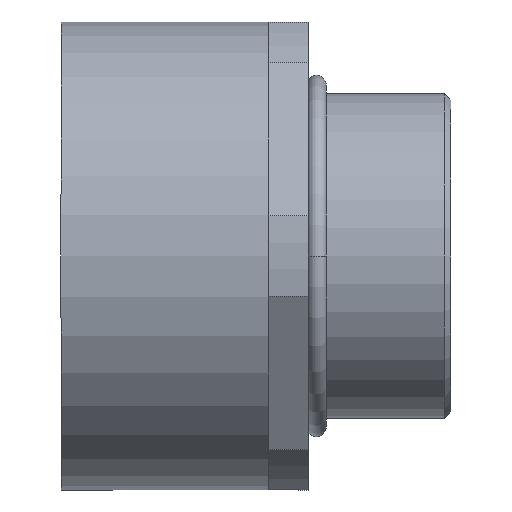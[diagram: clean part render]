
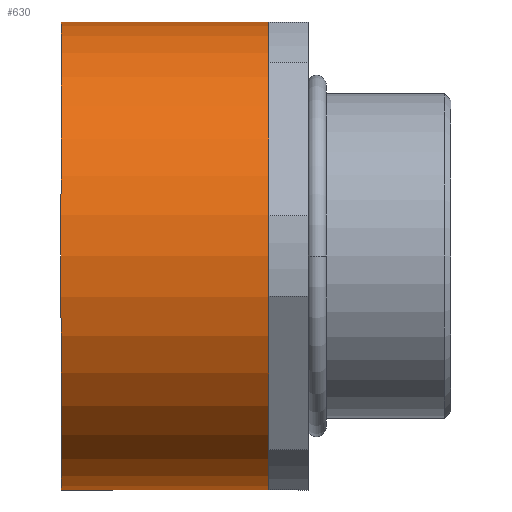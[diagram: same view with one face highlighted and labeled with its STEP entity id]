
A CAD part, left-side view. The second image highlights one B-rep face of the part: STEP entity #630.
In plain terms, the highlighted cylindrical face has radius 18 mm (diameter 36 mm), a partial arc.
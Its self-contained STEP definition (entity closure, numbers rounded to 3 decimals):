
#35 = VECTOR ( 'NONE', #562, 1000. ) ;
#41 = VECTOR ( 'NONE', #553, 1000. ) ;
#61 = AXIS2_PLACEMENT_3D ( 'NONE', #441, #442, #443 ) ;
#83 = AXIS2_PLACEMENT_3D ( 'NONE', #420, #421, #422 ) ;
#104 = FACE_OUTER_BOUND ( 'NONE', #674, .T. ) ;
#105 = CYLINDRICAL_SURFACE ( 'NONE', #83, 18. ) ;
#139 = VERTEX_POINT ( 'NONE', #940 ) ;
#146 = VERTEX_POINT ( 'NONE', #947 ) ;
#171 = VERTEX_POINT ( 'NONE', #972 ) ;
#172 = VERTEX_POINT ( 'NONE', #973 ) ;
#173 = VERTEX_POINT ( 'NONE', #974 ) ;
#174 = VERTEX_POINT ( 'NONE', #975 ) ;
#298 = EDGE_CURVE ( 'NONE', #174, #139, #1187, .T. ) ;
#302 = EDGE_CURVE ( 'NONE', #139, #146, #1189, .T. ) ;
#308 = EDGE_CURVE ( 'NONE', #146, #171, #1194, .T. ) ;
#420 = CARTESIAN_POINT ( 'NONE',  ( 0., 12.783, 0. ) ) ;
#421 = DIRECTION ( 'NONE',  ( 0., 1., 0. ) ) ;
#422 = DIRECTION ( 'NONE',  ( 0., 0., 1. ) ) ;
#441 = CARTESIAN_POINT ( 'NONE',  ( 0., 16., 0. ) ) ;
#442 = DIRECTION ( 'NONE',  ( 0., 1., 0. ) ) ;
#443 = DIRECTION ( 'NONE',  ( 0., 0., 1. ) ) ;
#551 = LINE ( 'NONE', #552, #41 ) ;
#552 = CARTESIAN_POINT ( 'NONE',  ( 0., 12.783, -18. ) ) ;
#553 = DIRECTION ( 'NONE',  ( 0., 1., 0. ) ) ;
#560 = LINE ( 'NONE', #561, #35 ) ;
#561 = CARTESIAN_POINT ( 'NONE',  ( 0., 12.783, 18. ) ) ;
#562 = DIRECTION ( 'NONE',  ( 0., 1., 0. ) ) ;
#630 = ADVANCED_FACE ( 'NONE', ( #104 ), #105, .T. ) ;
#636 = EDGE_CURVE ( 'NONE', #173, #172, #1214, .T. ) ;
#674 = EDGE_LOOP ( 'NONE', ( #726, #727, #728, #721, #729, #730 ) ) ;
#721 = ORIENTED_EDGE ( 'NONE', *, *, #308, .T. ) ;
#726 = ORIENTED_EDGE ( 'NONE', *, *, #1167, .F. ) ;
#727 = ORIENTED_EDGE ( 'NONE', *, *, #298, .T. ) ;
#728 = ORIENTED_EDGE ( 'NONE', *, *, #302, .T. ) ;
#729 = ORIENTED_EDGE ( 'NONE', *, *, #1170, .T. ) ;
#730 = ORIENTED_EDGE ( 'NONE', *, *, #636, .F. ) ;
#851 = CARTESIAN_POINT ( 'NONE',  ( 0., 0., 0. ) ) ;
#852 = DIRECTION ( 'NONE',  ( 0., 1., 0. ) ) ;
#853 = DIRECTION ( 'NONE',  ( 0., 0., 1. ) ) ;
#940 = CARTESIAN_POINT ( 'NONE',  ( -15.588, 0., -9. ) ) ;
#947 = CARTESIAN_POINT ( 'NONE',  ( -15.588, 0., 9. ) ) ;
#972 = CARTESIAN_POINT ( 'NONE',  ( 0., 0., 18. ) ) ;
#973 = CARTESIAN_POINT ( 'NONE',  ( 0., 16., 18. ) ) ;
#974 = CARTESIAN_POINT ( 'NONE',  ( 0., 16., -18. ) ) ;
#975 = CARTESIAN_POINT ( 'NONE',  ( 0., 0., -18. ) ) ;
#1032 = CARTESIAN_POINT ( 'NONE',  ( 0., 0., 0. ) ) ;
#1039 = DIRECTION ( 'NONE',  ( 0., 1., 0. ) ) ;
#1040 = DIRECTION ( 'NONE',  ( 0., 0., 1. ) ) ;
#1044 = CARTESIAN_POINT ( 'NONE',  ( 0., 0., 0. ) ) ;
#1051 = DIRECTION ( 'NONE',  ( 0., 1., 0. ) ) ;
#1052 = DIRECTION ( 'NONE',  ( 0., 0., 1. ) ) ;
#1118 = AXIS2_PLACEMENT_3D ( 'NONE', #851, #852, #853 ) ;
#1126 = AXIS2_PLACEMENT_3D ( 'NONE', #1044, #1051, #1052 ) ;
#1130 = AXIS2_PLACEMENT_3D ( 'NONE', #1032, #1039, #1040 ) ;
#1167 = EDGE_CURVE ( 'NONE', #174, #173, #551, .T. ) ;
#1170 = EDGE_CURVE ( 'NONE', #171, #172, #560, .T. ) ;
#1187 = CIRCLE ( 'NONE', #1130, 18. ) ;
#1189 = CIRCLE ( 'NONE', #1126, 18. ) ;
#1194 = CIRCLE ( 'NONE', #1118, 18. ) ;
#1214 = CIRCLE ( 'NONE', #61, 18. ) ;
